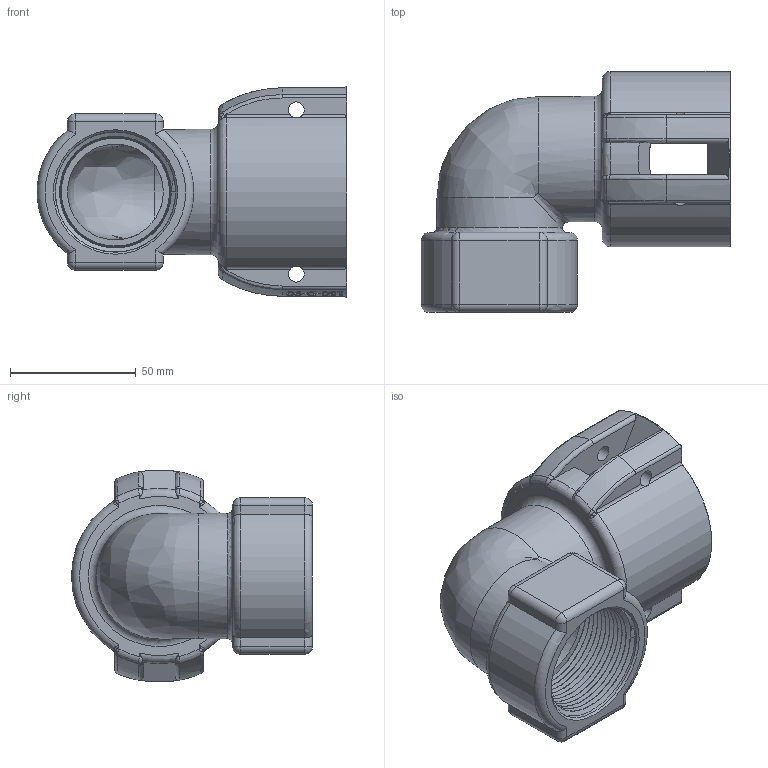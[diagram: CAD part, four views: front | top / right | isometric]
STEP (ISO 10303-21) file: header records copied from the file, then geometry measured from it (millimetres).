
FILE_DESCRIPTION(/* description */ ('1 1/2" Female Coupling X 90° 1 1/2" Female NPT, Molded'),/* implementation_level */ '2;1');
FILE_NAME(/* name */ '150D90.stp',/* time_stamp */ '2016-09-22T15:54:09-04:00',/* author */ ('ALR'),/* organization */ (''),/* preprocessor_version */ 'ST-DEVELOPER v16.1',/* originating_system */ 'Autodesk Inventor 2016',/* authorisation */ '');
FILE_SCHEMA (('AUTOMOTIVE_DESIGN { 1 0 10303 214 3 1 1 }'));
Length unit declared in the file: inch
Products named in the file (2): 150XD-90; 150D90
Assembly tree (1 placements, depth 2):
  150D90
    150XD-90
Bounding box: 123.03 x 95.76 x 84.15 mm (x, y, z)
Volume: 193980.3 mm3; surface area: 61169.4 mm2
Topology: 1 solids, 1 shells, 560 faces, 1516 edges, 976 vertices
Faces by surface type: bspline 215, plane 200, cylinder 101, cone 21, torus 15, sphere 8
Full cylindrical faces by diameter (mm): 6.35 x4, 38.1 x2, 49.784 x1, 54.483 x1, 56.896 x1
Entity records: 23757 total; most frequent: CARTESIAN_POINT 11348, ORIENTED_EDGE 2894, DIRECTION 2021, EDGE_CURVE 1447, VERTEX_POINT 943, AXIS2_PLACEMENT_3D 702, LINE 617, VECTOR 617
